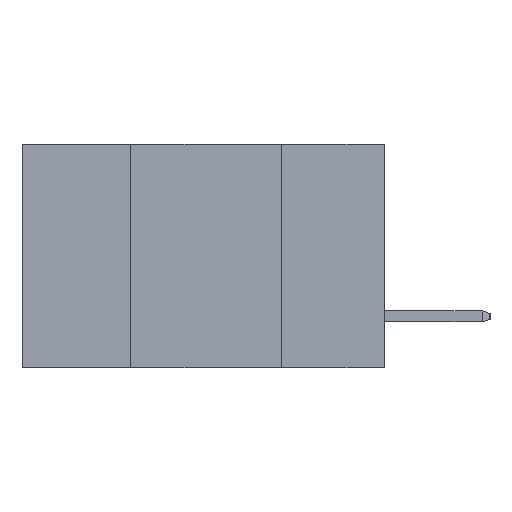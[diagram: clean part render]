
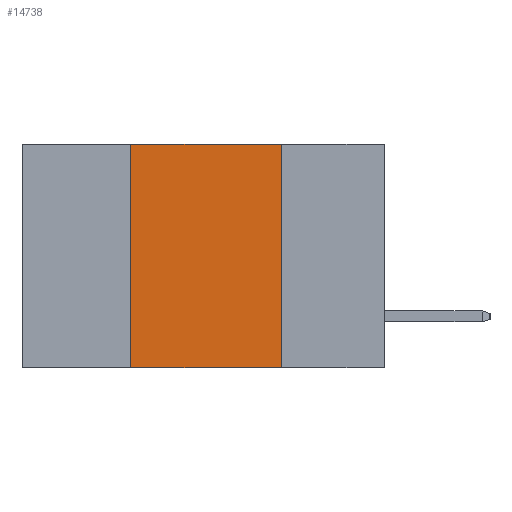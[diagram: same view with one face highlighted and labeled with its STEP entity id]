
A CAD part, left-side view. The second image highlights one B-rep face of the part: STEP entity #14738.
In plain terms, the highlighted planar face has unit normal (-1, 0, 0).
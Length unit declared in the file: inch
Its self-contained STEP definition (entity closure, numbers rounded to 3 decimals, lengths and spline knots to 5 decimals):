
#2323 = ORIENTED_EDGE ( 'NONE', *, *, #16980, .T. ) ;
#3097 = LINE ( 'NONE', #21106, #8312 ) ;
#3526 = DIRECTION ( 'NONE',  ( 0., -1., 0. ) ) ;
#4606 = ORIENTED_EDGE ( 'NONE', *, *, #13770, .F. ) ;
#4955 = LINE ( 'NONE', #27994, #10175 ) ;
#5836 = VERTEX_POINT ( 'NONE', #10001 ) ;
#6067 = CARTESIAN_POINT ( 'NONE',  ( 0., 0.6, 0. ) ) ;
#6218 = DIRECTION ( 'NONE',  ( 0., 0., -1. ) ) ;
#6386 = LINE ( 'NONE', #6067, #22467 ) ;
#8312 = VECTOR ( 'NONE', #3526, 39.37008 ) ;
#8442 = FACE_OUTER_BOUND ( 'NONE', #14346, .T. ) ;
#10001 = CARTESIAN_POINT ( 'NONE',  ( 0., 0.42, 0. ) ) ;
#10175 = VECTOR ( 'NONE', #6218, 39.37008 ) ;
#10833 = PLANE ( 'NONE',  #14467 ) ;
#13084 = DIRECTION ( 'NONE',  ( 1., 0., 0. ) ) ;
#13199 = CARTESIAN_POINT ( 'NONE',  ( 0., 0.42, 0. ) ) ;
#13525 = VERTEX_POINT ( 'NONE', #18538 ) ;
#13762 = VERTEX_POINT ( 'NONE', #14994 ) ;
#13770 = EDGE_CURVE ( 'NONE', #13525, #13762, #4955, .T. ) ;
#14346 = EDGE_LOOP ( 'NONE', ( #4606, #16120, #24052, #2323 ) ) ;
#14467 = AXIS2_PLACEMENT_3D ( 'NONE', #26060, #13084, #28223 ) ;
#14738 = ADVANCED_FACE ( 'NONE', ( #8442 ), #10833, .F. ) ;
#14994 = CARTESIAN_POINT ( 'NONE',  ( 0., 0.17, -0.37 ) ) ;
#16120 = ORIENTED_EDGE ( 'NONE', *, *, #19781, .F. ) ;
#16980 = EDGE_CURVE ( 'NONE', #27850, #13762, #3097, .T. ) ;
#17028 = DIRECTION ( 'NONE',  ( 0., -1., 0. ) ) ;
#18538 = CARTESIAN_POINT ( 'NONE',  ( 0., 0.17, 0. ) ) ;
#19781 = EDGE_CURVE ( 'NONE', #5836, #13525, #6386, .T. ) ;
#21106 = CARTESIAN_POINT ( 'NONE',  ( 0., 0.6, -0.37 ) ) ;
#21161 = VECTOR ( 'NONE', #24053, 39.37008 ) ;
#22269 = CARTESIAN_POINT ( 'NONE',  ( 0., 0.42, -0.37 ) ) ;
#22467 = VECTOR ( 'NONE', #17028, 39.37008 ) ;
#24052 = ORIENTED_EDGE ( 'NONE', *, *, #24073, .F. ) ;
#24053 = DIRECTION ( 'NONE',  ( 0., 0., 1. ) ) ;
#24073 = EDGE_CURVE ( 'NONE', #27850, #5836, #26920, .T. ) ;
#26060 = CARTESIAN_POINT ( 'NONE',  ( 0., 0.6, 0. ) ) ;
#26920 = LINE ( 'NONE', #13199, #21161 ) ;
#27850 = VERTEX_POINT ( 'NONE', #22269 ) ;
#27994 = CARTESIAN_POINT ( 'NONE',  ( 0., 0.17, 0. ) ) ;
#28223 = DIRECTION ( 'NONE',  ( 0., 0., -1. ) ) ;
